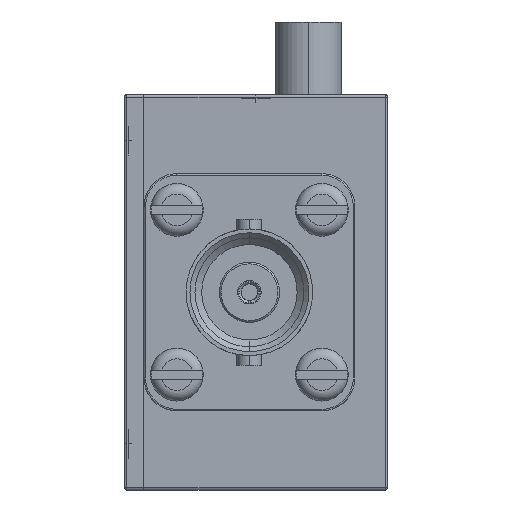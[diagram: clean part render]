
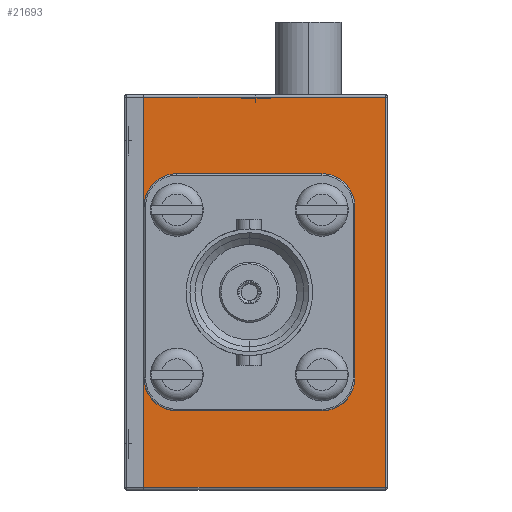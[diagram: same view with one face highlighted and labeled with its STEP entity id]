
A CAD part, left-side view. The second image highlights one B-rep face of the part: STEP entity #21693.
In plain terms, the highlighted planar face has unit normal (-1, 0, 0).
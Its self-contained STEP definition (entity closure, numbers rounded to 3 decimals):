
#203 = ORIENTED_EDGE ( 'NONE', *, *, #1742, .T. ) ;
#379 = LINE ( 'NONE', #4239, #21305 ) ;
#1343 = EDGE_CURVE ( 'NONE', #14578, #26888, #1575, .T. ) ;
#1575 = LINE ( 'NONE', #19607, #21503 ) ;
#1742 = EDGE_CURVE ( 'NONE', #23456, #26888, #17455, .T. ) ;
#2123 = EDGE_CURVE ( 'NONE', #14578, #19288, #18085, .T. ) ;
#2734 = CARTESIAN_POINT ( 'NONE',  ( -63., 0.2, -14.8 ) ) ;
#3243 = CARTESIAN_POINT ( 'NONE',  ( -63., 18.5, 14.8 ) ) ;
#3857 = DIRECTION ( 'NONE',  ( 1., 0., 0. ) ) ;
#3884 = DIRECTION ( 'NONE',  ( 0., 1., 0. ) ) ;
#4239 = CARTESIAN_POINT ( 'NONE',  ( -63., 0.2, -15. ) ) ;
#5616 = PLANE ( 'NONE',  #21522 ) ;
#6472 = VECTOR ( 'NONE', #18231, 1000. ) ;
#7295 = EDGE_CURVE ( 'NONE', #19288, #23456, #379, .T. ) ;
#7441 = ORIENTED_EDGE ( 'NONE', *, *, #1343, .F. ) ;
#8911 = CARTESIAN_POINT ( 'NONE',  ( -63., 18.5, -14.8 ) ) ;
#13229 = DIRECTION ( 'NONE',  ( 0., 0., 1. ) ) ;
#13486 = VECTOR ( 'NONE', #3884, 1000. ) ;
#14578 = VERTEX_POINT ( 'NONE', #24829 ) ;
#14769 = FACE_OUTER_BOUND ( 'NONE', #22816, .T. ) ;
#17132 = CARTESIAN_POINT ( 'NONE',  ( -63., 18.5, -15. ) ) ;
#17455 = LINE ( 'NONE', #18452, #13486 ) ;
#17602 = ORIENTED_EDGE ( 'NONE', *, *, #2123, .T. ) ;
#18085 = LINE ( 'NONE', #8911, #6472 ) ;
#18231 = DIRECTION ( 'NONE',  ( 0., -1., 0. ) ) ;
#18452 = CARTESIAN_POINT ( 'NONE',  ( -63., 18.5, 14.8 ) ) ;
#19288 = VERTEX_POINT ( 'NONE', #2734 ) ;
#19607 = CARTESIAN_POINT ( 'NONE',  ( -63., 18.5, -15. ) ) ;
#21305 = VECTOR ( 'NONE', #13229, 1000. ) ;
#21348 = CARTESIAN_POINT ( 'NONE',  ( -63., 0.2, 14.8 ) ) ;
#21503 = VECTOR ( 'NONE', #28243, 1000. ) ;
#21522 = AXIS2_PLACEMENT_3D ( 'NONE', #17132, #3857, #26106 ) ;
#21600 = ORIENTED_EDGE ( 'NONE', *, *, #7295, .T. ) ;
#21693 = ADVANCED_FACE ( 'NONE', ( #14769 ), #5616, .F. ) ;
#22816 = EDGE_LOOP ( 'NONE', ( #21600, #203, #7441, #17602 ) ) ;
#23456 = VERTEX_POINT ( 'NONE', #21348 ) ;
#24829 = CARTESIAN_POINT ( 'NONE',  ( -63., 18.5, -14.8 ) ) ;
#26106 = DIRECTION ( 'NONE',  ( 0., 0., -1. ) ) ;
#26888 = VERTEX_POINT ( 'NONE', #3243 ) ;
#28243 = DIRECTION ( 'NONE',  ( 0., 0., 1. ) ) ;
